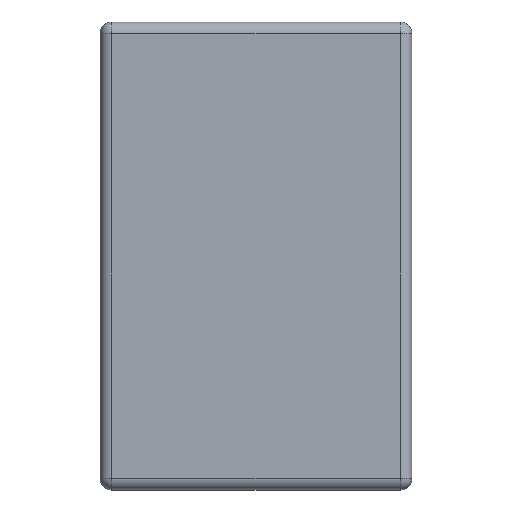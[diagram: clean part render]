
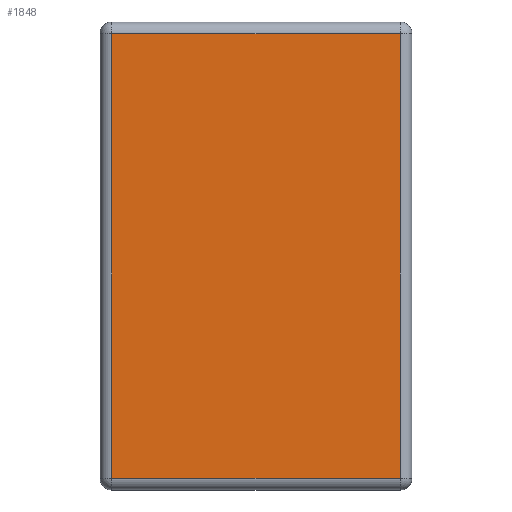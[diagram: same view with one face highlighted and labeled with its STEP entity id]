
A CAD part, top view. The second image highlights one B-rep face of the part: STEP entity #1848.
In plain terms, the highlighted planar face has unit normal (0, 0, 1).
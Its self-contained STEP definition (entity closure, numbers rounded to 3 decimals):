
#122=PLANE('',#2007);
#173=LINE('',#2731,#317);
#177=LINE('',#2747,#321);
#179=LINE('',#2750,#323);
#181=LINE('',#2753,#325);
#317=VECTOR('',#2213,10.);
#321=VECTOR('',#2231,10.);
#323=VECTOR('',#2235,10.);
#325=VECTOR('',#2239,10.);
#493=FACE_OUTER_BOUND('',#600,.T.);
#600=EDGE_LOOP('',(#1306,#1307,#1308,#1309));
#779=VERTEX_POINT('',#2693);
#784=VERTEX_POINT('',#2706);
#789=VERTEX_POINT('',#2719);
#794=VERTEX_POINT('',#2735);
#984=EDGE_CURVE('',#779,#789,#173,.T.);
#992=EDGE_CURVE('',#789,#794,#177,.T.);
#994=EDGE_CURVE('',#794,#784,#179,.T.);
#996=EDGE_CURVE('',#784,#779,#181,.T.);
#1306=ORIENTED_EDGE('',*,*,#984,.F.);
#1307=ORIENTED_EDGE('',*,*,#996,.F.);
#1308=ORIENTED_EDGE('',*,*,#994,.F.);
#1309=ORIENTED_EDGE('',*,*,#992,.F.);
#1848=ADVANCED_FACE('',(#493),#122,.T.);
#2007=AXIS2_PLACEMENT_3D('',#2759,#2247,#2248);
#2213=DIRECTION('',(-1.,0.,0.));
#2231=DIRECTION('',(0.,1.,0.));
#2235=DIRECTION('',(1.,0.,0.));
#2239=DIRECTION('',(0.,-1.,0.));
#2247=DIRECTION('center_axis',(0.,0.,
1.));
#2248=DIRECTION('ref_axis',(0.,-1.,0.));
#2693=CARTESIAN_POINT('',(47.,-57.,4.));
#2706=CARTESIAN_POINT('',(47.,57.,4.));
#2719=CARTESIAN_POINT('',(-27.,-57.,4.));
#2731=CARTESIAN_POINT('',(-10.,-57.,4.));
#2735=CARTESIAN_POINT('',(-27.,57.,4.));
#2747=CARTESIAN_POINT('',(-27.,30.,4.));
#2750=CARTESIAN_POINT('',(30.,57.,4.));
#2753=CARTESIAN_POINT('',(47.,-30.,4.));
#2759=CARTESIAN_POINT('Origin',(10.,0.,4.));
